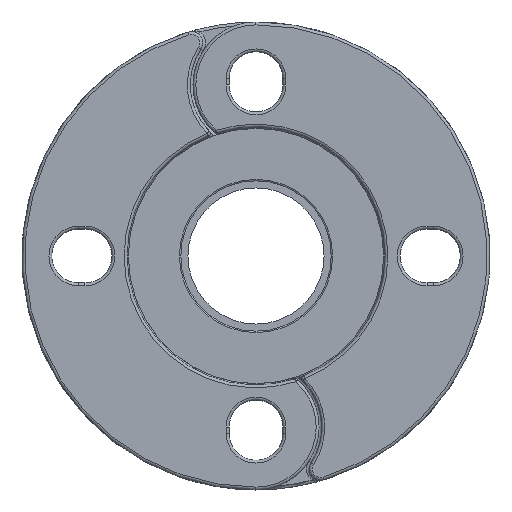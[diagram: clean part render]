
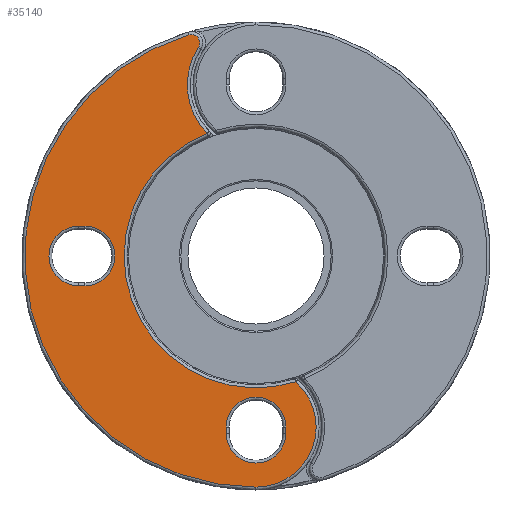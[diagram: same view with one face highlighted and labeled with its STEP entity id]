
A CAD part, front view. The second image highlights one B-rep face of the part: STEP entity #35140.
In plain terms, the highlighted planar face has unit normal (0, -1, 0).
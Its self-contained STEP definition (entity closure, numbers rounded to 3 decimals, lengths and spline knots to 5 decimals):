
#3018=FACE_BOUND('',#6650,.T.);
#3019=FACE_BOUND('',#6651,.T.);
#3334=PLANE('',#37191);
#4646=FACE_OUTER_BOUND('',#6649,.T.);
#6649=EDGE_LOOP('',(#27269,#27270,#27271,#27272,#27273));
#6650=EDGE_LOOP('',(#27274,#27275,#27276,#27277));
#6651=EDGE_LOOP('',(#27278,#27279,#27280,#27281));
#8662=LINE('',#66751,#10828);
#8663=LINE('',#66755,#10829);
#8664=LINE('',#66761,#10830);
#8665=LINE('',#66764,#10831);
#10828=VECTOR('',#41645,0.0022);
#10829=VECTOR('',#41648,0.0022);
#10830=VECTOR('',#41653,0.0022);
#10831=VECTOR('',#41656,0.0022);
#12482=CIRCLE('',#37192,0.0815);
#12483=CIRCLE('',#37193,0.02121);
#12484=CIRCLE('',#37194,0.0465);
#12485=CIRCLE('',#37195,0.02421);
#12486=CIRCLE('',#37196,0.003);
#12487=CIRCLE('',#37197,0.0105);
#12488=CIRCLE('',#37198,0.0105);
#12489=CIRCLE('',#37199,0.0105);
#12490=CIRCLE('',#37200,0.0105);
#15134=VERTEX_POINT('',#66739);
#15135=VERTEX_POINT('',#66740);
#15136=VERTEX_POINT('',#66742);
#15137=VERTEX_POINT('',#66744);
#15138=VERTEX_POINT('',#66746);
#15139=VERTEX_POINT('',#66749);
#15140=VERTEX_POINT('',#66750);
#15141=VERTEX_POINT('',#66752);
#15142=VERTEX_POINT('',#66754);
#15143=VERTEX_POINT('',#66757);
#15144=VERTEX_POINT('',#66758);
#15145=VERTEX_POINT('',#66760);
#15146=VERTEX_POINT('',#66762);
#19430=EDGE_CURVE('',#15134,#15135,#12482,.T.);
#19431=EDGE_CURVE('',#15135,#15136,#12483,.T.);
#19432=EDGE_CURVE('',#15136,#15137,#12484,.F.);
#19433=EDGE_CURVE('',#15137,#15138,#12485,.F.);
#19434=EDGE_CURVE('',#15138,#15134,#12486,.T.);
#19435=EDGE_CURVE('',#15139,#15140,#8662,.F.);
#19436=EDGE_CURVE('',#15140,#15141,#12487,.F.);
#19437=EDGE_CURVE('',#15141,#15142,#8663,.F.);
#19438=EDGE_CURVE('',#15142,#15139,#12488,.F.);
#19439=EDGE_CURVE('',#15143,#15144,#12489,.F.);
#19440=EDGE_CURVE('',#15144,#15145,#8664,.F.);
#19441=EDGE_CURVE('',#15145,#15146,#12490,.F.);
#19442=EDGE_CURVE('',#15146,#15143,#8665,.F.);
#27269=ORIENTED_EDGE('',*,*,#19430,.T.);
#27270=ORIENTED_EDGE('',*,*,#19431,.T.);
#27271=ORIENTED_EDGE('',*,*,#19432,.T.);
#27272=ORIENTED_EDGE('',*,*,#19433,.T.);
#27273=ORIENTED_EDGE('',*,*,#19434,.T.);
#27274=ORIENTED_EDGE('',*,*,#19435,.T.);
#27275=ORIENTED_EDGE('',*,*,#19436,.T.);
#27276=ORIENTED_EDGE('',*,*,#19437,.T.);
#27277=ORIENTED_EDGE('',*,*,#19438,.T.);
#27278=ORIENTED_EDGE('',*,*,#19439,.T.);
#27279=ORIENTED_EDGE('',*,*,#19440,.T.);
#27280=ORIENTED_EDGE('',*,*,#19441,.T.);
#27281=ORIENTED_EDGE('',*,*,#19442,.T.);
#35140=ADVANCED_FACE('',(#4646,#3018,#3019),#3334,.T.);
#37191=AXIS2_PLACEMENT_3D('',#66738,#41633,#41634);
#37192=AXIS2_PLACEMENT_3D('',#66741,#41635,#41636);
#37193=AXIS2_PLACEMENT_3D('',#66743,#41637,#41638);
#37194=AXIS2_PLACEMENT_3D('',#66745,#41639,#41640);
#37195=AXIS2_PLACEMENT_3D('',#66747,#41641,#41642);
#37196=AXIS2_PLACEMENT_3D('',#66748,#41643,#41644);
#37197=AXIS2_PLACEMENT_3D('',#66753,#41646,#41647);
#37198=AXIS2_PLACEMENT_3D('',#66756,#41649,#41650);
#37199=AXIS2_PLACEMENT_3D('',#66759,#41651,#41652);
#37200=AXIS2_PLACEMENT_3D('',#66763,#41654,#41655);
#41633=DIRECTION('center_axis',(0.,-1.,0.));
#41634=DIRECTION('ref_axis',(0.,0.,-1.));
#41635=DIRECTION('center_axis',(0.,-1.,0.));
#41636=DIRECTION('ref_axis',(0.,0.,
1.));
#41637=DIRECTION('center_axis',(0.,-1.,0.));
#41638=DIRECTION('ref_axis',(0.,0.,
1.));
#41639=DIRECTION('center_axis',(0.,-1.,0.));
#41640=DIRECTION('ref_axis',(0.,0.,
1.));
#41641=DIRECTION('center_axis',(0.,-1.,0.));
#41642=DIRECTION('ref_axis',(0.,0.,
1.));
#41643=DIRECTION('center_axis',(0.,-1.,0.));
#41644=DIRECTION('ref_axis',(0.,0.,
1.));
#41645=DIRECTION('',(0.,0.,1.));
#41646=DIRECTION('center_axis',(0.,-1.,0.));
#41647=DIRECTION('ref_axis',(0.,0.,
-1.));
#41648=DIRECTION('',(0.,0.,-1.));
#41649=DIRECTION('center_axis',(0.,-1.,0.));
#41650=DIRECTION('ref_axis',(0.,0.,
-1.));
#41651=DIRECTION('center_axis',(0.,-1.,0.));
#41652=DIRECTION('ref_axis',(0.,0.,
-1.));
#41653=DIRECTION('',(1.,0.,0.));
#41654=DIRECTION('center_axis',(0.,-1.,0.));
#41655=DIRECTION('ref_axis',(0.,0.,
-1.));
#41656=DIRECTION('',(-1.,0.,0.));
#66738=CARTESIAN_POINT('Origin',(0.,-0.10373,
-0.06029));
#66739=CARTESIAN_POINT('',(-0.0237,-0.10373,0.07798));
#66740=CARTESIAN_POINT('',(0.,-0.10373,-0.0815));
#66741=CARTESIAN_POINT('Origin',(0.,-0.10373,
0.));
#66742=CARTESIAN_POINT('',(0.014,-0.10373,-0.04434));
#66743=CARTESIAN_POINT('Origin',(0.,-0.10373,
-0.06029));
#66744=CARTESIAN_POINT('',(-0.01717,-0.10373,0.04321));
#66745=CARTESIAN_POINT('Origin',(0.,-0.10373,
0.));
#66746=CARTESIAN_POINT('',(-0.02031,-0.10373,0.07347));
#66747=CARTESIAN_POINT('Origin',(0.,-0.10373,
0.06029));
#66748=CARTESIAN_POINT('Origin',(-0.02282,-0.10373,
0.07511));
#66749=CARTESIAN_POINT('',(0.0105,-0.10373,-0.0603));
#66750=CARTESIAN_POINT('',(0.0105,-0.10373,-0.0625));
#66751=CARTESIAN_POINT('',(0.0105,-0.10373,-0.0625));
#66752=CARTESIAN_POINT('',(-0.0105,-0.10373,-0.0625));
#66753=CARTESIAN_POINT('Origin',(0.,-0.10373,
-0.0625));
#66754=CARTESIAN_POINT('',(-0.0105,-0.10373,-0.0603));
#66755=CARTESIAN_POINT('',(-0.0105,-0.10373,-0.0603));
#66756=CARTESIAN_POINT('Origin',(0.,-0.10373,
-0.0603));
#66757=CARTESIAN_POINT('',(-0.0603,-0.10373,0.0105));
#66758=CARTESIAN_POINT('',(-0.0603,-0.10373,-0.0105));
#66759=CARTESIAN_POINT('Origin',(-0.0603,-0.10373,0.));
#66760=CARTESIAN_POINT('',(-0.0625,-0.10373,-0.0105));
#66761=CARTESIAN_POINT('',(-0.0625,-0.10373,-0.0105));
#66762=CARTESIAN_POINT('',(-0.0625,-0.10373,0.0105));
#66763=CARTESIAN_POINT('Origin',(-0.0625,-0.10373,0.));
#66764=CARTESIAN_POINT('',(-0.0603,-0.10373,0.0105));
